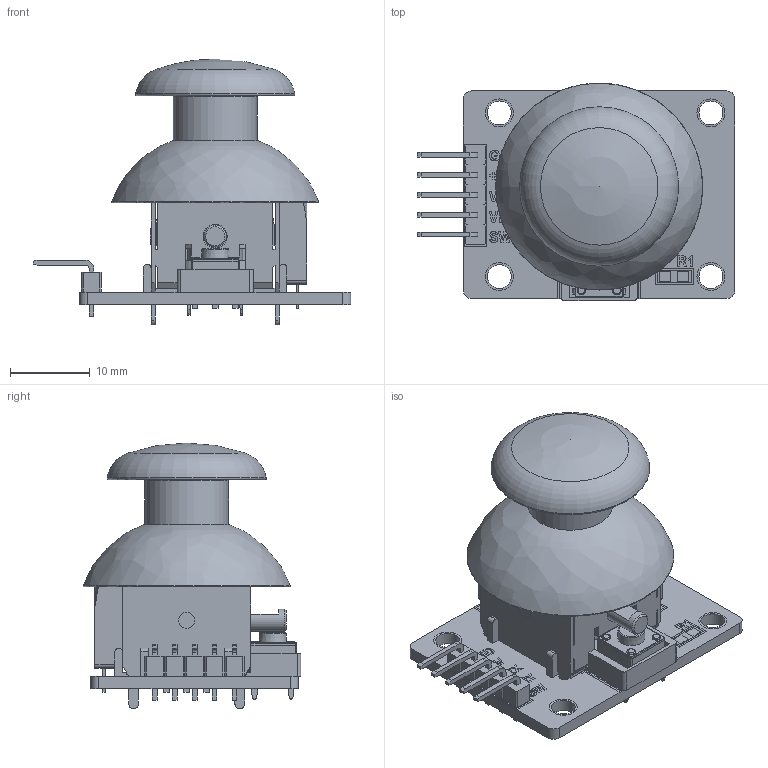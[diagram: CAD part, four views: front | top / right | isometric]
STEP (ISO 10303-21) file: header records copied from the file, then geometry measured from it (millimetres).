
FILE_DESCRIPTION(/* description */ ('FreeCAD Model'),/* implementation_level */ '2;1');
FILE_NAME(/* name */ 'mini_Joystick-Module.stp',/* time_stamp */ '2024-04-05T09:52:06-04:00',/* author */ ('jvalderrama'),/* organization */ (''),/* preprocessor_version */ 'ST-DEVELOPER v19.2',/* originating_system */ 'Autodesk Inventor 2024',/* authorisation */ 'Unknown');
FILE_SCHEMA (('AUTOMOTIVE_DESIGN { 1 0 10303 214 3 1 1 }'));
Products named in the file (12): KY-023_Joystick-Module; BaseBoard; PCB; 5x_Ang_Conn; 3D-Analog-Thumb-Joystick; Baseplate; Case; Rotator-Unit; Potentiometer_01; Potentiometer_02; Tactile-Switch; Thumb-Button
Assembly tree (11 placements, depth 3):
  KY-023_Joystick-Module
    BaseBoard
      PCB
      5x_Ang_Conn
    3D-Analog-Thumb-Joystick
      Baseplate
      Case
      Rotator-Unit
      Potentiometer_01
      Potentiometer_02
      Tactile-Switch
    Thumb-Button
Bounding box: 39.8 x 27.26 x 33.3 mm (x, y, z)
Volume: 5675 mm3; surface area: 9462.3 mm2
Topology: 9 solids, 9 shells, 1127 faces, 2920 edges, 1864 vertices
Faces by surface type: plane 688, cylinder 234, bspline 135, torus 36, sphere 25, cone 9
Full cylindrical faces by diameter (mm): 0.8 x10, 1 x5, 1.092 x4, 1.3 x4, 1.98 x6, 2 x2, 2.8 x2, 3 x10, 3.5 x4, 3.9 x2, 4.5 x2, 5.6 x1, 6.9 x1, 10.5 x1, 12 x1, 13 x1
Entity records: 35546 total; most frequent: CARTESIAN_POINT 7781, ORIENTED_EDGE 5788, DIRECTION 5200, EDGE_CURVE 2894, LINE 2044, VECTOR 2044, VERTEX_POINT 1864, AXIS2_PLACEMENT_3D 1578
